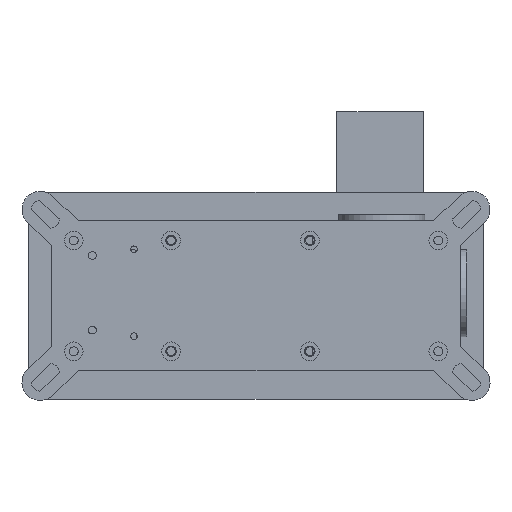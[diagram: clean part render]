
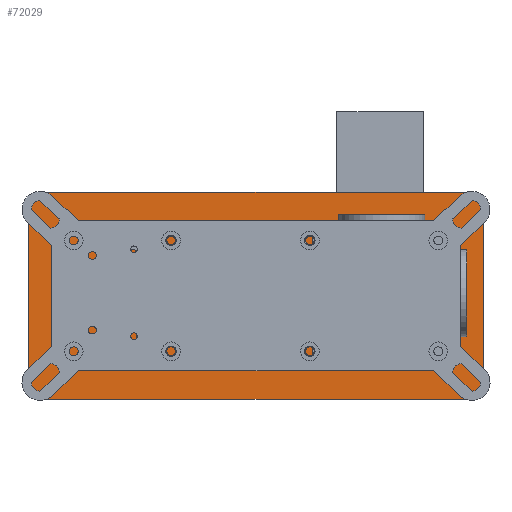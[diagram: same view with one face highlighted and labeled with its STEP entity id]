
A CAD part, front view. The second image highlights one B-rep face of the part: STEP entity #72029.
In plain terms, the highlighted face is planar.
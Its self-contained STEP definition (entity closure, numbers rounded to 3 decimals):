
#1137 = CARTESIAN_POINT ( 'NONE',  ( -110., 50., 0. ) ) ;
#1397 = CARTESIAN_POINT ( 'NONE',  ( -110., -50., 0. ) ) ;
#2713 = DIRECTION ( 'NONE',  ( 0., -1., 0. ) ) ;
#4037 = DIRECTION ( 'NONE',  ( 0., 0., -1. ) ) ;
#4134 = ORIENTED_EDGE ( 'NONE', *, *, #113001, .F. ) ;
#5504 = CARTESIAN_POINT ( 'NONE',  ( 100., 40., 0. ) ) ;
#7046 = ORIENTED_EDGE ( 'NONE', *, *, #157629, .F. ) ;
#9907 = CARTESIAN_POINT ( 'NONE',  ( -52., 0., 0. ) ) ;
#12220 = VERTEX_POINT ( 'NONE', #32153 ) ;
#12313 = VERTEX_POINT ( 'NONE', #60012 ) ;
#12417 = EDGE_LOOP ( 'NONE', ( #138470, #93817 ) ) ;
#12943 = CARTESIAN_POINT ( 'NONE',  ( 110., -40., 0. ) ) ;
#15986 = CARTESIAN_POINT ( 'NONE',  ( -52., 13., 0. ) ) ;
#16635 = VECTOR ( 'NONE', #26395, 1000. ) ;
#18392 = DIRECTION ( 'NONE',  ( 1., 0., 0. ) ) ;
#18426 = CARTESIAN_POINT ( 'NONE',  ( -100., 40., 0. ) ) ;
#21035 = CARTESIAN_POINT ( 'NONE',  ( -68., 0., 0. ) ) ;
#21376 = ORIENTED_EDGE ( 'NONE', *, *, #131140, .T. ) ;
#21838 = EDGE_CURVE ( 'NONE', #38468, #124079, #32876, .T. ) ;
#22343 = EDGE_LOOP ( 'NONE', ( #78964, #125073, #69555, #128273, #4134, #21376, #121951, #98102 ) ) ;
#23979 = CARTESIAN_POINT ( 'NONE',  ( 92.5, -32.5, 0. ) ) ;
#24580 = CARTESIAN_POINT ( 'NONE',  ( 92.5, 32.5, 0. ) ) ;
#25616 = CARTESIAN_POINT ( 'NONE',  ( 100., -40., 0. ) ) ;
#26395 = DIRECTION ( 'NONE',  ( -1., 0., 0. ) ) ;
#31345 = DIRECTION ( 'NONE',  ( 1., 0., 0. ) ) ;
#32153 = CARTESIAN_POINT ( 'NONE',  ( -110., -40., 0. ) ) ;
#32876 = LINE ( 'NONE', #38231, #160827 ) ;
#33431 = CIRCLE ( 'NONE', #139575, 10. ) ;
#34638 = VERTEX_POINT ( 'NONE', #12943 ) ;
#38231 = CARTESIAN_POINT ( 'NONE',  ( 92.5, 32.5, 0. ) ) ;
#38468 = VERTEX_POINT ( 'NONE', #137979 ) ;
#38533 = DIRECTION ( 'NONE',  ( 1., 0., 0. ) ) ;
#41178 = VECTOR ( 'NONE', #79881, 1000. ) ;
#42192 = LINE ( 'NONE', #59831, #46192 ) ;
#46192 = VECTOR ( 'NONE', #149250, 1000. ) ;
#48542 = CARTESIAN_POINT ( 'NONE',  ( -68., 0., 0. ) ) ;
#51416 = EDGE_LOOP ( 'NONE', ( #86476, #78335, #92675, #7046 ) ) ;
#54696 = LINE ( 'NONE', #1137, #16635 ) ;
#56551 = CIRCLE ( 'NONE', #98565, 10. ) ;
#57537 = LINE ( 'NONE', #69181, #155489 ) ;
#57691 = FACE_BOUND ( 'NONE', #12417, .T. ) ;
#58020 = CARTESIAN_POINT ( 'NONE',  ( -110., 40., 0. ) ) ;
#59831 = CARTESIAN_POINT ( 'NONE',  ( 92.5, -32.5, 0. ) ) ;
#60012 = CARTESIAN_POINT ( 'NONE',  ( 27.5, -32.5, 0. ) ) ;
#60693 = EDGE_CURVE ( 'NONE', #148119, #12220, #122239, .T. ) ;
#61628 = VERTEX_POINT ( 'NONE', #102266 ) ;
#69181 = CARTESIAN_POINT ( 'NONE',  ( 110., 50., 0. ) ) ;
#69555 = ORIENTED_EDGE ( 'NONE', *, *, #60693, .F. ) ;
#69720 = CARTESIAN_POINT ( 'NONE',  ( 100., 50., 0. ) ) ;
#72029 = ADVANCED_FACE ( 'NONE', ( #57691, #155637, #87648 ), #136808, .F. ) ;
#72866 = EDGE_CURVE ( 'NONE', #34638, #147594, #57537, .T. ) ;
#73131 = DIRECTION ( 'NONE',  ( 0., 0., 1. ) ) ;
#75111 = LINE ( 'NONE', #118364, #41178 ) ;
#75465 = EDGE_CURVE ( 'NONE', #61628, #90010, #162805, .T. ) ;
#78335 = ORIENTED_EDGE ( 'NONE', *, *, #134379, .F. ) ;
#78964 = ORIENTED_EDGE ( 'NONE', *, *, #75465, .F. ) ;
#79881 = DIRECTION ( 'NONE',  ( 0., 1., 0. ) ) ;
#80698 = CARTESIAN_POINT ( 'NONE',  ( -100., -40., 0. ) ) ;
#80872 = CARTESIAN_POINT ( 'NONE',  ( -52., 0., 0. ) ) ;
#81089 = CIRCLE ( 'NONE', #109969, 10. ) ;
#84375 = CARTESIAN_POINT ( 'NONE',  ( 100., -50., 0. ) ) ;
#84671 = EDGE_CURVE ( 'NONE', #148119, #134395, #81089, .T. ) ;
#86476 = ORIENTED_EDGE ( 'NONE', *, *, #21838, .F. ) ;
#86578 = CARTESIAN_POINT ( 'NONE',  ( -52., -13., 0. ) ) ;
#87648 = FACE_BOUND ( 'NONE', #51416, .T. ) ;
#88277 = VECTOR ( 'NONE', #2713, 1000. ) ;
#90010 = VERTEX_POINT ( 'NONE', #84375 ) ;
#90361 = EDGE_CURVE ( 'NONE', #139651, #151364, #135689, .T. ) ;
#92675 = ORIENTED_EDGE ( 'NONE', *, *, #113625, .F. ) ;
#93569 = EDGE_CURVE ( 'NONE', #34638, #90010, #33431, .T. ) ;
#93594 = DIRECTION ( 'NONE',  ( 1., 0., 0. ) ) ;
#93817 = ORIENTED_EDGE ( 'NONE', *, *, #90361, .F. ) ;
#95057 = DIRECTION ( 'NONE',  ( 0., 0., -1. ) ) ;
#98102 = ORIENTED_EDGE ( 'NONE', *, *, #93569, .T. ) ;
#98565 = AXIS2_PLACEMENT_3D ( 'NONE', #5504, #95057, #18392 ) ;
#101918 = DIRECTION ( 'NONE',  ( 0., -1., 0. ) ) ;
#102266 = CARTESIAN_POINT ( 'NONE',  ( -100., -50., 0. ) ) ;
#107868 = DIRECTION ( 'NONE',  ( 0., 0., -1. ) ) ;
#109780 = VERTEX_POINT ( 'NONE', #69720 ) ;
#109969 = AXIS2_PLACEMENT_3D ( 'NONE', #18426, #107868, #31345 ) ;
#113001 = EDGE_CURVE ( 'NONE', #109780, #134395, #54696, .T. ) ;
#113625 = EDGE_CURVE ( 'NONE', #12313, #114604, #75111, .T. ) ;
#114604 = VERTEX_POINT ( 'NONE', #156616 ) ;
#115060 = DIRECTION ( 'NONE',  ( 0., 0., -1. ) ) ;
#118364 = CARTESIAN_POINT ( 'NONE',  ( 27.5, 32.5, 0. ) ) ;
#120996 = LINE ( 'NONE', #24580, #150952 ) ;
#121951 = ORIENTED_EDGE ( 'NONE', *, *, #72866, .F. ) ;
#122239 = LINE ( 'NONE', #130221, #88277 ) ;
#124079 = VERTEX_POINT ( 'NONE', #23979 ) ;
#125073 = ORIENTED_EDGE ( 'NONE', *, *, #150485, .T. ) ;
#125081 = CARTESIAN_POINT ( 'NONE',  ( -68., -13., 0. ) ) ;
#125664 = AXIS2_PLACEMENT_3D ( 'NONE', #80698, #4037, #93594 ) ;
#125971 = EDGE_CURVE ( 'NONE', #151364, #139651, #149677, .T. ) ;
#126873 = CARTESIAN_POINT ( 'NONE',  ( -100., 50., 0. ) ) ;
#128273 = ORIENTED_EDGE ( 'NONE', *, *, #84671, .T. ) ;
#128788 = VECTOR ( 'NONE', #142336, 1000. ) ;
#130221 = CARTESIAN_POINT ( 'NONE',  ( -110., 50., 0. ) ) ;
#131140 = EDGE_CURVE ( 'NONE', #109780, #147594, #56551, .T. ) ;
#134379 = EDGE_CURVE ( 'NONE', #114604, #38468, #120996, .T. ) ;
#134395 = VERTEX_POINT ( 'NONE', #126873 ) ;
#135689 =( BOUNDED_CURVE ( )  B_SPLINE_CURVE ( 3, ( #157432, #144547, #15986, #80872 ),
 .UNSPECIFIED., .F., .F. ) 
 B_SPLINE_CURVE_WITH_KNOTS ( ( 4, 4 ),
 ( 3.142, 6.283 ),
 .UNSPECIFIED. ) 
 CURVE ( )  GEOMETRIC_REPRESENTATION_ITEM ( )  RATIONAL_B_SPLINE_CURVE ( ( 1., 0.333, 0.333, 1. ) ) 
 REPRESENTATION_ITEM ( '' )  );
#136808 = PLANE ( 'NONE',  #157264 ) ;
#137979 = CARTESIAN_POINT ( 'NONE',  ( 92.5, 32.5, 0. ) ) ;
#138470 = ORIENTED_EDGE ( 'NONE', *, *, #125971, .F. ) ;
#139575 = AXIS2_PLACEMENT_3D ( 'NONE', #25616, #115060, #38533 ) ;
#139651 = VERTEX_POINT ( 'NONE', #21035 ) ;
#142336 = DIRECTION ( 'NONE',  ( 1., 0., 0. ) ) ;
#143522 = CARTESIAN_POINT ( 'NONE',  ( -52., 0., 0. ) ) ;
#144547 = CARTESIAN_POINT ( 'NONE',  ( -68., 13., 0. ) ) ;
#147594 = VERTEX_POINT ( 'NONE', #157636 ) ;
#148119 = VERTEX_POINT ( 'NONE', #58020 ) ;
#149126 = CARTESIAN_POINT ( 'NONE',  ( -110., -50., 0. ) ) ;
#149250 = DIRECTION ( 'NONE',  ( -1., 0., 0. ) ) ;
#149677 =( BOUNDED_CURVE ( )  B_SPLINE_CURVE ( 3, ( #9907, #86578, #125081, #48542 ),
 .UNSPECIFIED., .F., .F. ) 
 B_SPLINE_CURVE_WITH_KNOTS ( ( 4, 4 ),
 ( 0., 3.142 ),
 .UNSPECIFIED. ) 
 CURVE ( )  GEOMETRIC_REPRESENTATION_ITEM ( )  RATIONAL_B_SPLINE_CURVE ( ( 1., 0.333, 0.333, 1. ) ) 
 REPRESENTATION_ITEM ( '' )  );
#150485 = EDGE_CURVE ( 'NONE', #61628, #12220, #159099, .T. ) ;
#150952 = VECTOR ( 'NONE', #151470, 1000. ) ;
#151364 = VERTEX_POINT ( 'NONE', #143522 ) ;
#151470 = DIRECTION ( 'NONE',  ( 1., 0., 0. ) ) ;
#155489 = VECTOR ( 'NONE', #158585, 1000. ) ;
#155637 = FACE_OUTER_BOUND ( 'NONE', #22343, .T. ) ;
#156616 = CARTESIAN_POINT ( 'NONE',  ( 27.5, 32.5, 0. ) ) ;
#157264 = AXIS2_PLACEMENT_3D ( 'NONE', #149126, #73131, #162552 ) ;
#157432 = CARTESIAN_POINT ( 'NONE',  ( -68., 0., 0. ) ) ;
#157629 = EDGE_CURVE ( 'NONE', #124079, #12313, #42192, .T. ) ;
#157636 = CARTESIAN_POINT ( 'NONE',  ( 110., 40., 0. ) ) ;
#158585 = DIRECTION ( 'NONE',  ( 0., 1., 0. ) ) ;
#159099 = CIRCLE ( 'NONE', #125664, 10. ) ;
#160827 = VECTOR ( 'NONE', #101918, 1000. ) ;
#162552 = DIRECTION ( 'NONE',  ( 1., 0., 0. ) ) ;
#162805 = LINE ( 'NONE', #1397, #128788 ) ;
